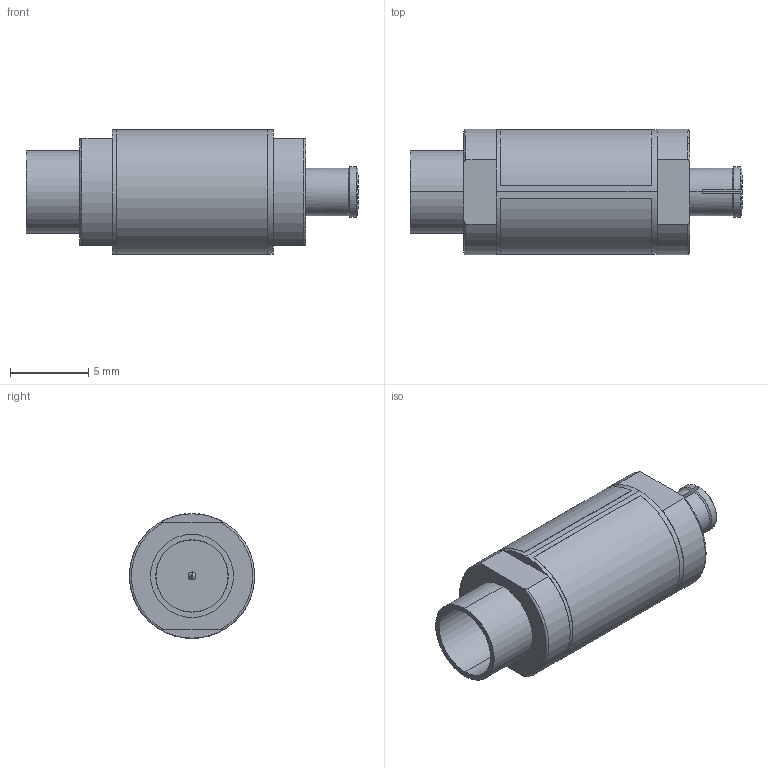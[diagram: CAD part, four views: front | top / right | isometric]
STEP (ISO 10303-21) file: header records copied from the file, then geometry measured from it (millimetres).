
FILE_DESCRIPTION (( 'STEP AP214' ), '1' );
FILE_NAME ('FMAT7470-8_3D.step', '2023-02-17T17:14:42', ( '' ), ( '' ), 'SwSTEP 2.0', 'SolidWorks 2022', '' );
FILE_SCHEMA (( 'AUTOMOTIVE_DESIGN' ));
Length unit declared in the file: inch
Products named in the file (1): FMAT7470-8_3D
Bounding box: 21.2 x 8 x 7.95 mm (x, y, z)
Volume: 744.9 mm3; surface area: 705.9 mm2
Topology: 4 solids, 4 shells, 77 faces, 183 edges, 118 vertices
Faces by surface type: plane 36, cylinder 29, cone 8, torus 4
Entity records: 2378 total; most frequent: CARTESIAN_POINT 459, DIRECTION 411, ORIENTED_EDGE 366, EDGE_CURVE 183, AXIS2_PLACEMENT_3D 166, VERTEX_POINT 118, CIRCLE 88, EDGE_LOOP 85
